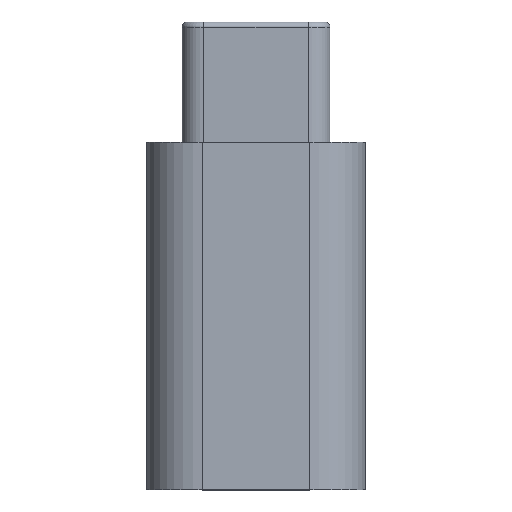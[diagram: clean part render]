
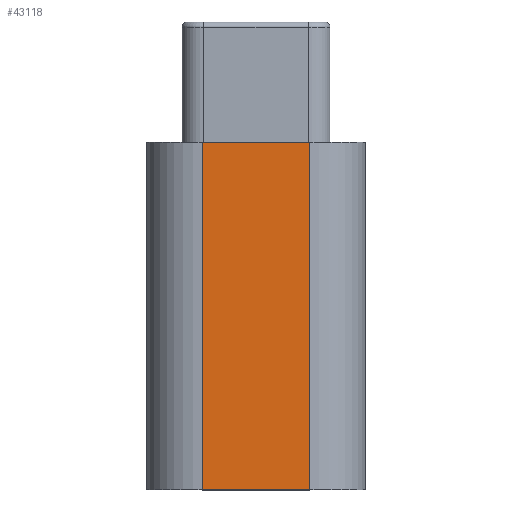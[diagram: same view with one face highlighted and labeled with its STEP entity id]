
A CAD part, top view. The second image highlights one B-rep face of the part: STEP entity #43118.
In plain terms, the highlighted planar face has unit normal (0, 0, 1).
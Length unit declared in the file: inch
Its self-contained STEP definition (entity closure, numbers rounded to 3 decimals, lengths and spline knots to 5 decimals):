
#2894 = DIRECTION ( 'NONE',  ( 1., 0., 0. ) ) ;
#7997 = CARTESIAN_POINT ( 'NONE',  ( 0.11811, -0.20472, 0.12205 ) ) ;
#8460 = FACE_OUTER_BOUND ( 'NONE', #62745, .T. ) ;
#10093 = VECTOR ( 'NONE', #48046, 39.37008 ) ;
#11483 = VECTOR ( 'NONE', #50663, 39.37008 ) ;
#13804 = ORIENTED_EDGE ( 'NONE', *, *, #15547, .T. ) ;
#15160 = CARTESIAN_POINT ( 'NONE',  ( -0.11811, 0.55906, 0.12205 ) ) ;
#15547 = EDGE_CURVE ( 'NONE', #30264, #47109, #17835, .T. ) ;
#17835 = LINE ( 'NONE', #7997, #31512 ) ;
#18631 = EDGE_CURVE ( 'NONE', #48228, #30264, #61122, .T. ) ;
#20466 = ORIENTED_EDGE ( 'NONE', *, *, #18631, .T. ) ;
#20697 = CARTESIAN_POINT ( 'NONE',  ( 0.11811, -0.20472, 0.12205 ) ) ;
#22617 = CARTESIAN_POINT ( 'NONE',  ( -0.11811, -0.55906, 0.12205 ) ) ;
#29526 = DIRECTION ( 'NONE',  ( 0., 1., 0. ) ) ;
#29984 = ORIENTED_EDGE ( 'NONE', *, *, #55397, .T. ) ;
#30264 = VERTEX_POINT ( 'NONE', #20697 ) ;
#30621 = CARTESIAN_POINT ( 'NONE',  ( -0.11811, 0.55906, 0.12205 ) ) ;
#31236 = DIRECTION ( 'NONE',  ( 1., 0., 0. ) ) ;
#31512 = VECTOR ( 'NONE', #29526, 39.37008 ) ;
#33289 = VERTEX_POINT ( 'NONE', #15160 ) ;
#37215 = CARTESIAN_POINT ( 'NONE',  ( 0.11811, 0.55906, 0.12205 ) ) ;
#37677 = PLANE ( 'NONE',  #41639 ) ;
#41639 = AXIS2_PLACEMENT_3D ( 'NONE', #22617, #47882, #2894 ) ;
#43118 = ADVANCED_FACE ( 'NONE', ( #8460 ), #37677, .T. ) ;
#44045 = CARTESIAN_POINT ( 'NONE',  ( 0.11811, 0.55906, 0.12205 ) ) ;
#47109 = VERTEX_POINT ( 'NONE', #44045 ) ;
#47882 = DIRECTION ( 'NONE',  ( 0., 0., 1. ) ) ;
#48046 = DIRECTION ( 'NONE',  ( -1., 0., 0. ) ) ;
#48228 = VERTEX_POINT ( 'NONE', #63553 ) ;
#50338 = LINE ( 'NONE', #30621, #11483 ) ;
#50663 = DIRECTION ( 'NONE',  ( 0., -1., 0. ) ) ;
#55122 = ORIENTED_EDGE ( 'NONE', *, *, #63309, .T. ) ;
#55397 = EDGE_CURVE ( 'NONE', #47109, #33289, #63134, .T. ) ;
#59110 = VECTOR ( 'NONE', #31236, 39.37008 ) ;
#60147 = CARTESIAN_POINT ( 'NONE',  ( -0.11811, -0.20472, 0.12205 ) ) ;
#61122 = LINE ( 'NONE', #60147, #59110 ) ;
#62745 = EDGE_LOOP ( 'NONE', ( #13804, #29984, #55122, #20466 ) ) ;
#63134 = LINE ( 'NONE', #37215, #10093 ) ;
#63309 = EDGE_CURVE ( 'NONE', #33289, #48228, #50338, .T. ) ;
#63553 = CARTESIAN_POINT ( 'NONE',  ( -0.11811, -0.20472, 0.12205 ) ) ;
